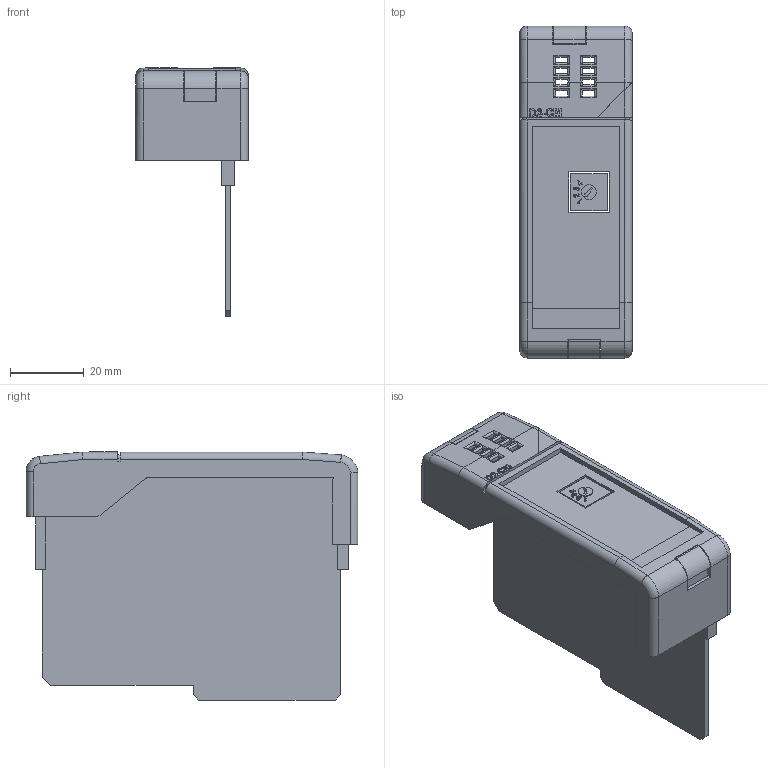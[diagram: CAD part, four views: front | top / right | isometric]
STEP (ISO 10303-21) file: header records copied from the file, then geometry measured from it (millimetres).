
FILE_DESCRIPTION (( 'STEP AP214' ), '1' );
FILE_NAME ('D2-CM_Light_NEW.STEP', '2011-02-03T16:43:16', ( ' ' ), ( ' ' ), 'SwSTEP 2.0', 'SolidWorks 2009', '' );
FILE_SCHEMA (( 'AUTOMOTIVE_DESIGN' ));
Length unit declared in the file: millimetre
Products named in the file (1): D2-CM_Light_NEW
Bounding box: 30.55 x 90 x 67.37 mm (x, y, z)
Volume: 17515.6 mm3; surface area: 27180.3 mm2
Topology: 3 solids, 3 shells, 402 faces, 1150 edges, 752 vertices
Faces by surface type: plane 256, cylinder 86, bspline 51, torus 9
Entity records: 20124 total; most frequent: CARTESIAN_POINT 5656, ORIENTED_EDGE 2300, DIRECTION 1763, EDGE_CURVE 1150, VECTOR 877, LINE 877, VERTEX_POINT 752, AXIS2_PLACEMENT_3D 443
